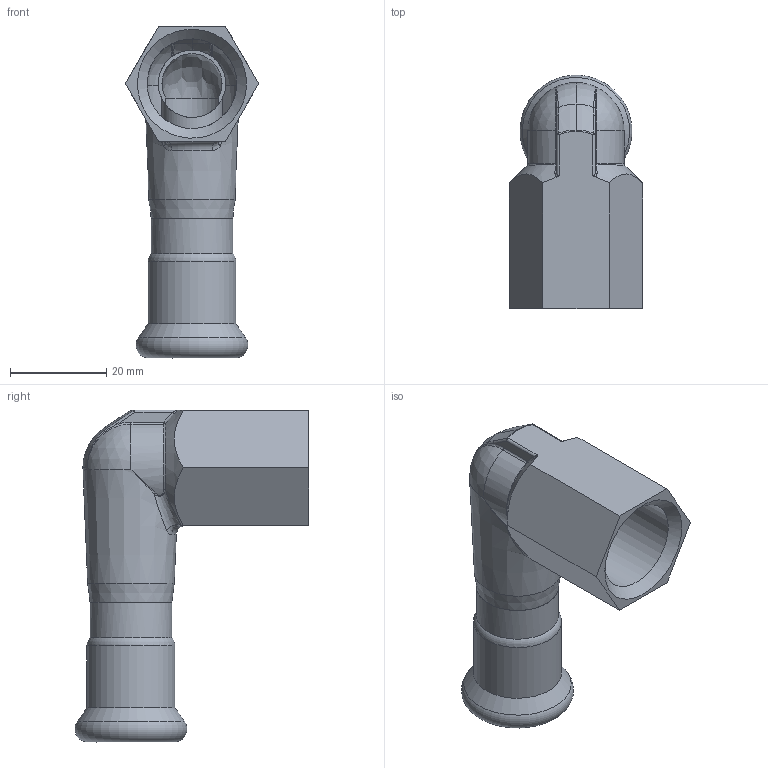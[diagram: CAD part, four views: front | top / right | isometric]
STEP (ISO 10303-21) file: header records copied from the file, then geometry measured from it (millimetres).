
FILE_DESCRIPTION(/* description */ (''),/* implementation_level */ '2;1');
FILE_NAME(/* name */ '43803.stp',/* time_stamp */ '2023-09-08T11:28:28+02:00',/* author */ ('JANAN'),/* organization */ (''),/* preprocessor_version */ 'ST-DEVELOPER v19.2',/* originating_system */ 'Autodesk Inventor 2023',/* authorisation */ '');
FILE_SCHEMA (('AUTOMOTIVE_DESIGN { 1 0 10303 214 3 1 1 }'));
Length unit declared in the file: millimetre
Products named in the file (1): tmp11B1.tmp
Bounding box: 27.71 x 48.63 x 69 mm (x, y, z)
Volume: 15633.4 mm3; surface area: 11341.6 mm2
Topology: 2 solids, 2 shells, 86 faces, 208 edges, 121 vertices
Faces by surface type: bspline 28, cylinder 17, plane 14, cone 11, torus 11, sphere 5
Full cylindrical faces by diameter (mm): 12.5 x1, 14 x3, 15.2 x1, 15.8 x1, 17 x1, 18.3 x1, 18.631 x1
Entity records: 4964 total; most frequent: CARTESIAN_POINT 2993, ORIENTED_EDGE 404, DIRECTION 357, EDGE_CURVE 202, AXIS2_PLACEMENT_3D 156, VERTEX_POINT 121, EDGE_LOOP 91, STYLED_ITEM 88
